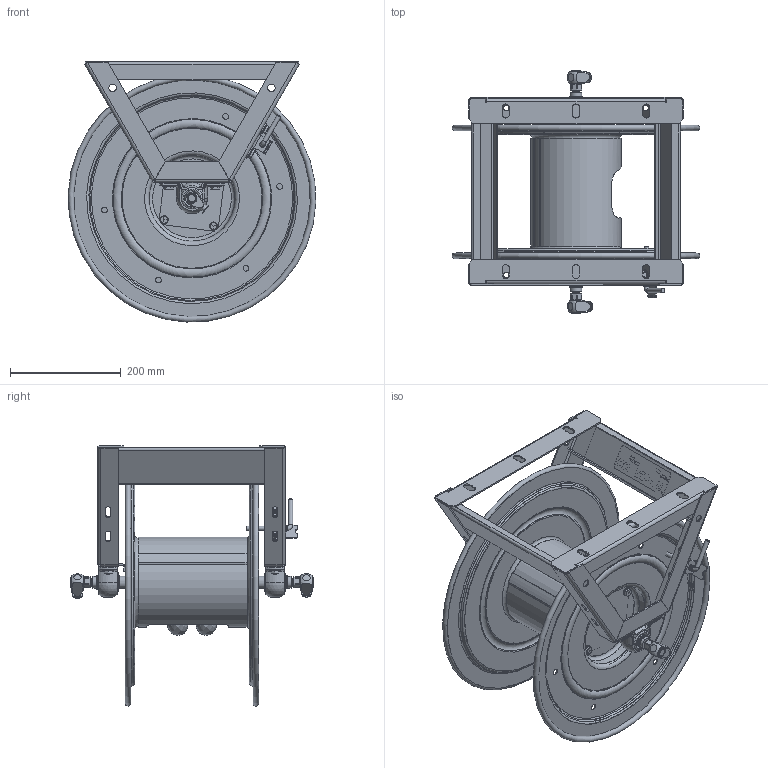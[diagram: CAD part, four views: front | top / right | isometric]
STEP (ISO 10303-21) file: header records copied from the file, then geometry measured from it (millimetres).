
FILE_DESCRIPTION(/* description */ (''),/* implementation_level */ '2;1');
FILE_NAME(/* name */ '1275HPL-A-8_SHARED.stp',/* time_stamp */ '2020-03-16T13:26:08-07:00',/* author */ ('NMelton'),/* organization */ (''),/* preprocessor_version */ 'ST-DEVELOPER v17',/* originating_system */ 'Autodesk Inventor 2019',/* authorisation */ '');
FILE_SCHEMA (('AUTOMOTIVE_DESIGN { 1 0 10303 214 3 1 1 }','FEATURE_BASED_PROCESS_PLANNING','AP242_MANAGED_MODEL_BASED_3D_ENGINEERING_MIM_LF { 1 0 10303 442 1 1 4 }'));
Products named in the file (1): 1275HPL-A-8_SHARED
Bounding box: 447.43 x 439.67 x 470.08 mm (x, y, z)
Surface area: 1500829.2 mm2 (no closed solid volume)
Topology: 0 solids, 135 shells, 1564 faces, 5617 edges, 3990 vertices
Faces by surface type: plane 678, cylinder 339, bspline 294, torus 109, cone 106, sphere 38
Full cylindrical faces by diameter (mm): 1.245 x4, 1.321 x4, 2.54 x1, 3.048 x1, 4.369 x2, 6.35 x1, 6.909 x1, 6.985 x4, 7.925 x3, 7.938 x8, 8.382 x2, 8.738 x1, 8.763 x1, 9.246 x4, 10.414 x6, 10.439 x1, 10.592 x2, 10.795 x2, 11.43 x7, 12.192 x2, 12.7 x6, 12.859 x4, 13.398 x2, 13.462 x4, 13.868 x2, 14.186 x4, 15.875 x2, 16.764 x1, 17.615 x4, 18.644 x2
Entity records: 73249 total; most frequent: CARTESIAN_POINT 26932, ORIENTED_EDGE 8956, DIRECTION 8217, EDGE_CURVE 5551, VERTEX_POINT 3990, AXIS2_PLACEMENT_3D 2829, LINE 2559, VECTOR 2559
